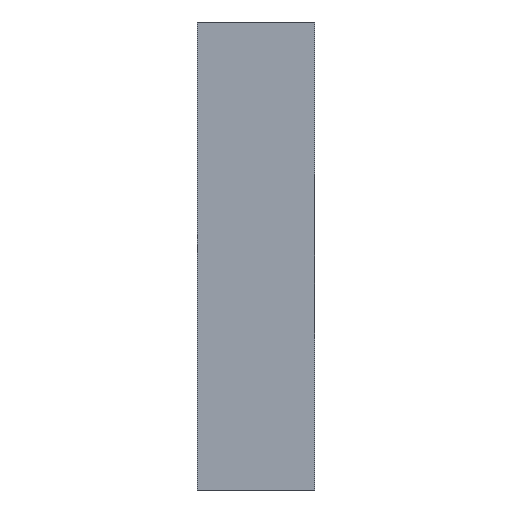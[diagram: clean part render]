
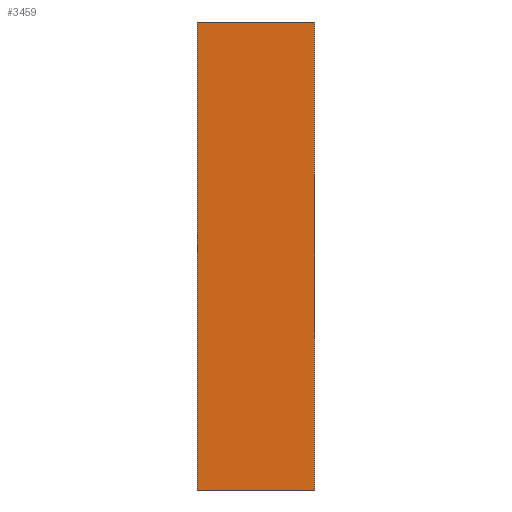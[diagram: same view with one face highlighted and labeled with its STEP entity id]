
A CAD part, left-side view. The second image highlights one B-rep face of the part: STEP entity #3459.
In plain terms, the highlighted planar face has unit normal (-1, 0, 0).
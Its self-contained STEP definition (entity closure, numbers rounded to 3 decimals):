
#36 = ORIENTED_EDGE ( 'NONE', *, *, #3392, .F. ) ;
#433 = CARTESIAN_POINT ( 'NONE',  ( -42., 5., 10. ) ) ;
#493 = DIRECTION ( 'NONE',  ( 0., 0., 1. ) ) ;
#528 = DIRECTION ( 'NONE',  ( 0., 0., 1. ) ) ;
#530 = CARTESIAN_POINT ( 'NONE',  ( -42., 0., 10. ) ) ;
#695 = ORIENTED_EDGE ( 'NONE', *, *, #3402, .T. ) ;
#707 = CARTESIAN_POINT ( 'NONE',  ( -42., 5., -10. ) ) ;
#730 = DIRECTION ( 'NONE',  ( 0., -1., 0. ) ) ;
#735 = ORIENTED_EDGE ( 'NONE', *, *, #3384, .F. ) ;
#742 = ORIENTED_EDGE ( 'NONE', *, *, #3429, .T. ) ;
#802 = CARTESIAN_POINT ( 'NONE',  ( -42., 5., 10. ) ) ;
#808 = PLANE ( 'NONE',  #1268 ) ;
#810 = DIRECTION ( 'NONE',  ( 1., 0., 0. ) ) ;
#811 = DIRECTION ( 'NONE',  ( 0., 0., -1. ) ) ;
#1123 = CARTESIAN_POINT ( 'NONE',  ( -42., 5., 10. ) ) ;
#1130 = CARTESIAN_POINT ( 'NONE',  ( -42., 0., -10. ) ) ;
#1133 = CARTESIAN_POINT ( 'NONE',  ( -42., 5., -10. ) ) ;
#1162 = CARTESIAN_POINT ( 'NONE',  ( -42., 0., 10. ) ) ;
#1175 = CARTESIAN_POINT ( 'NONE',  ( -42., 5., 10. ) ) ;
#1185 = DIRECTION ( 'NONE',  ( 0., -1., 0. ) ) ;
#1192 = VERTEX_POINT ( 'NONE', #1130 ) ;
#1193 = VERTEX_POINT ( 'NONE', #1133 ) ;
#1204 = VERTEX_POINT ( 'NONE', #1162 ) ;
#1211 = VERTEX_POINT ( 'NONE', #1123 ) ;
#1268 = AXIS2_PLACEMENT_3D ( 'NONE', #802, #810, #811 ) ;
#1278 = LINE ( 'NONE', #530, #1284 ) ;
#1282 = LINE ( 'NONE', #433, #1298 ) ;
#1284 = VECTOR ( 'NONE', #528, 1000. ) ;
#1286 = VECTOR ( 'NONE', #1185, 1000. ) ;
#1298 = VECTOR ( 'NONE', #493, 1000. ) ;
#1315 = LINE ( 'NONE', #1175, #1286 ) ;
#1324 = VECTOR ( 'NONE', #730, 1000. ) ;
#1326 = LINE ( 'NONE', #707, #1324 ) ;
#1359 = EDGE_LOOP ( 'NONE', ( #695, #735, #36, #742 ) ) ;
#3346 = FACE_OUTER_BOUND ( 'NONE', #1359, .T. ) ;
#3384 = EDGE_CURVE ( 'NONE', #1211, #1204, #1315, .T. ) ;
#3392 = EDGE_CURVE ( 'NONE', #1193, #1211, #1282, .T. ) ;
#3402 = EDGE_CURVE ( 'NONE', #1192, #1204, #1278, .T. ) ;
#3429 = EDGE_CURVE ( 'NONE', #1193, #1192, #1326, .T. ) ;
#3459 = ADVANCED_FACE ( 'NONE', ( #3346 ), #808, .F. ) ;
